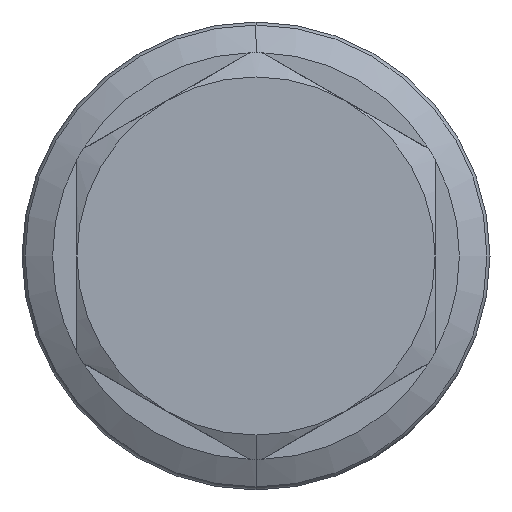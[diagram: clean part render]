
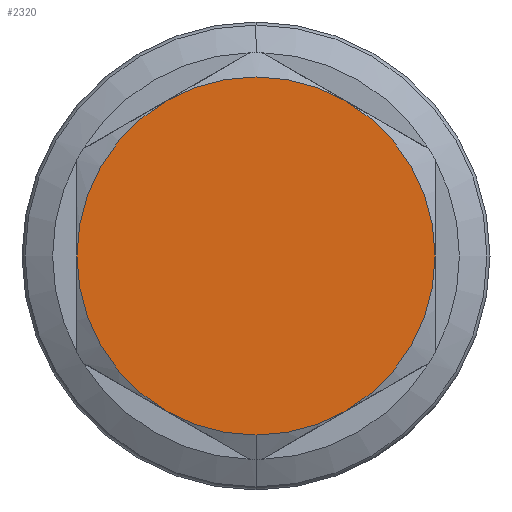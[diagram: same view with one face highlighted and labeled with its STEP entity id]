
A CAD part, left-side view. The second image highlights one B-rep face of the part: STEP entity #2320.
In plain terms, the highlighted planar face has unit normal (-1, 0, 0).
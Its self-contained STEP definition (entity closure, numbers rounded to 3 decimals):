
#90 = DIRECTION ( 'NONE',  ( 0., 0., 1. ) ) ;
#91 = DIRECTION ( 'NONE',  ( -1., 0., 0. ) ) ;
#92 = CARTESIAN_POINT ( 'NONE',  ( -24.1, 0., 0. ) ) ;
#105 = DIRECTION ( 'NONE',  ( 0., 0., 1. ) ) ;
#106 = DIRECTION ( 'NONE',  ( -1., 0., 0. ) ) ;
#107 = CARTESIAN_POINT ( 'NONE',  ( -24.1, 0., 0. ) ) ;
#172 = DIRECTION ( 'NONE',  ( 0., 0., 1. ) ) ;
#173 = DIRECTION ( 'NONE',  ( -1., 0., 0. ) ) ;
#174 = CARTESIAN_POINT ( 'NONE',  ( -24.1, 0., 0. ) ) ;
#201 = CARTESIAN_POINT ( 'NONE',  ( -24.1, 10.3, -17.84 ) ) ;
#261 = CARTESIAN_POINT ( 'NONE',  ( -24.1, -10.3, 17.84 ) ) ;
#370 = CARTESIAN_POINT ( 'NONE',  ( -24.1, -20.6, 0. ) ) ;
#371 = CARTESIAN_POINT ( 'NONE',  ( -24.1, 10.3, 17.84 ) ) ;
#427 = CARTESIAN_POINT ( 'NONE',  ( -24.1, 0., -20.6 ) ) ;
#478 = VERTEX_POINT ( 'NONE', #261 ) ;
#534 = VERTEX_POINT ( 'NONE', #371 ) ;
#543 = VERTEX_POINT ( 'NONE', #201 ) ;
#547 = VERTEX_POINT ( 'NONE', #691 ) ;
#560 = CARTESIAN_POINT ( 'NONE',  ( -24.1, 20.6, 0. ) ) ;
#561 = VERTEX_POINT ( 'NONE', #427 ) ;
#691 = CARTESIAN_POINT ( 'NONE',  ( -24.1, -10.3, -17.84 ) ) ;
#1081 = VERTEX_POINT ( 'NONE', #370 ) ;
#1193 = VERTEX_POINT ( 'NONE', #560 ) ;
#1319 = EDGE_LOOP ( 'NONE', ( #3673, #2715, #3776, #3731, #3688, #4208, #2780 ) ) ;
#1754 = EDGE_CURVE ( 'NONE', #534, #1193, #7663, .T. ) ;
#1765 = EDGE_CURVE ( 'NONE', #1193, #543, #7388, .T. ) ;
#1778 = EDGE_CURVE ( 'NONE', #478, #534, #7395, .T. ) ;
#1874 = EDGE_CURVE ( 'NONE', #543, #561, #7909, .T. ) ;
#1879 = EDGE_CURVE ( 'NONE', #547, #1081, #7857, .T. ) ;
#2320 = ADVANCED_FACE ( 'NONE', ( #7965 ), #9515, .F. ) ;
#2715 = ORIENTED_EDGE ( 'NONE', *, *, #1874, .T. ) ;
#2780 = ORIENTED_EDGE ( 'NONE', *, *, #1754, .T. ) ;
#3245 = CIRCLE ( 'NONE', #5062, 20.6 ) ;
#3673 = ORIENTED_EDGE ( 'NONE', *, *, #1765, .T. ) ;
#3688 = ORIENTED_EDGE ( 'NONE', *, *, #4589, .T. ) ;
#3731 = ORIENTED_EDGE ( 'NONE', *, *, #1879, .T. ) ;
#3776 = ORIENTED_EDGE ( 'NONE', *, *, #4671, .T. ) ;
#4208 = ORIENTED_EDGE ( 'NONE', *, *, #1778, .T. ) ;
#4409 = AXIS2_PLACEMENT_3D ( 'NONE', #107, #106, #105 ) ;
#4566 = AXIS2_PLACEMENT_3D ( 'NONE', #9524, #9521, #9507 ) ;
#4589 = EDGE_CURVE ( 'NONE', #1081, #478, #8118, .T. ) ;
#4619 = AXIS2_PLACEMENT_3D ( 'NONE', #174, #173, #172 ) ;
#4671 = EDGE_CURVE ( 'NONE', #561, #547, #3245, .T. ) ;
#4673 = AXIS2_PLACEMENT_3D ( 'NONE', #92, #91, #90 ) ;
#4752 = AXIS2_PLACEMENT_3D ( 'NONE', #8797, #8798, #8799 ) ;
#4782 = AXIS2_PLACEMENT_3D ( 'NONE', #8782, #8783, #8780 ) ;
#5023 = AXIS2_PLACEMENT_3D ( 'NONE', #6765, #6845, #6837 ) ;
#5062 = AXIS2_PLACEMENT_3D ( 'NONE', #6142, #5774, #6141 ) ;
#5774 = DIRECTION ( 'NONE',  ( -1., 0., 0. ) ) ;
#6141 = DIRECTION ( 'NONE',  ( 0., 0., 1. ) ) ;
#6142 = CARTESIAN_POINT ( 'NONE',  ( -24.1, 0., 0. ) ) ;
#6765 = CARTESIAN_POINT ( 'NONE',  ( -24.1, 0., 0. ) ) ;
#6837 = DIRECTION ( 'NONE',  ( 0., 0., 1. ) ) ;
#6845 = DIRECTION ( 'NONE',  ( -1., 0., 0. ) ) ;
#7388 = CIRCLE ( 'NONE', #4409, 20.6 ) ;
#7395 = CIRCLE ( 'NONE', #4619, 20.6 ) ;
#7663 = CIRCLE ( 'NONE', #4673, 20.6 ) ;
#7857 = CIRCLE ( 'NONE', #4782, 20.6 ) ;
#7909 = CIRCLE ( 'NONE', #4752, 20.6 ) ;
#7965 = FACE_OUTER_BOUND ( 'NONE', #1319, .T. ) ;
#8118 = CIRCLE ( 'NONE', #5023, 20.6 ) ;
#8780 = DIRECTION ( 'NONE',  ( 0., 0., 1. ) ) ;
#8782 = CARTESIAN_POINT ( 'NONE',  ( -24.1, 0., 0. ) ) ;
#8783 = DIRECTION ( 'NONE',  ( -1., 0., 0. ) ) ;
#8797 = CARTESIAN_POINT ( 'NONE',  ( -24.1, 0., 0. ) ) ;
#8798 = DIRECTION ( 'NONE',  ( -1., 0., 0. ) ) ;
#8799 = DIRECTION ( 'NONE',  ( 0., 0., 1. ) ) ;
#9507 = DIRECTION ( 'NONE',  ( 0., 0., -1. ) ) ;
#9515 = PLANE ( 'NONE',  #4566 ) ;
#9521 = DIRECTION ( 'NONE',  ( 1., 0., 0. ) ) ;
#9524 = CARTESIAN_POINT ( 'NONE',  ( -24.1, 0., 23.787 ) ) ;
